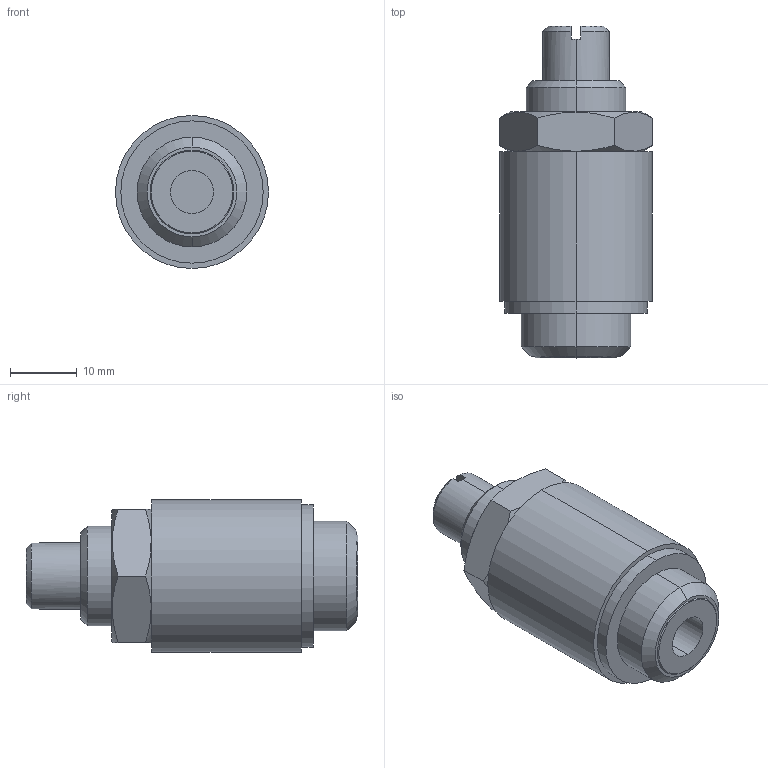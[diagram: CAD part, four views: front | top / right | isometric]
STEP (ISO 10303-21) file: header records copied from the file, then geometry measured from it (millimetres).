
FILE_DESCRIPTION (( 'STEP AP203' ), '1' );
FILE_NAME ('04040B03.STEP', '2010-07-22T14:40:15', ( '' ), ( 'sopra-pneumatic' ), 'SwSTEP 2.0', 'SolidWorks 2009', '' );
FILE_SCHEMA (( 'CONFIG_CONTROL_DESIGN' ));
Length unit declared in the file: millimetre
Products named in the file (1): 04040B03
Bounding box: 23.09 x 49.89 x 23 mm (x, y, z)
Volume: 14332.1 mm3; surface area: 4099.8 mm2
Topology: 1 solids, 1 shells, 43 faces, 98 edges, 64 vertices
Faces by surface type: plane 19, cylinder 12, cone 12
Entity records: 1407 total; most frequent: CARTESIAN_POINT 354, DIRECTION 208, ORIENTED_EDGE 196, EDGE_CURVE 98, AXIS2_PLACEMENT_3D 86, VERTEX_POINT 64, EDGE_LOOP 50, ADVANCED_FACE 43
